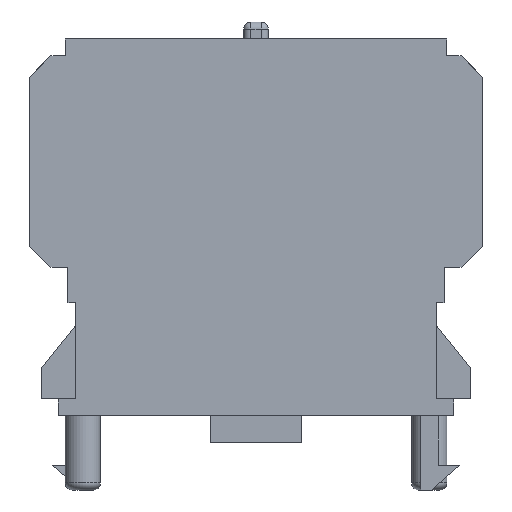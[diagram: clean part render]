
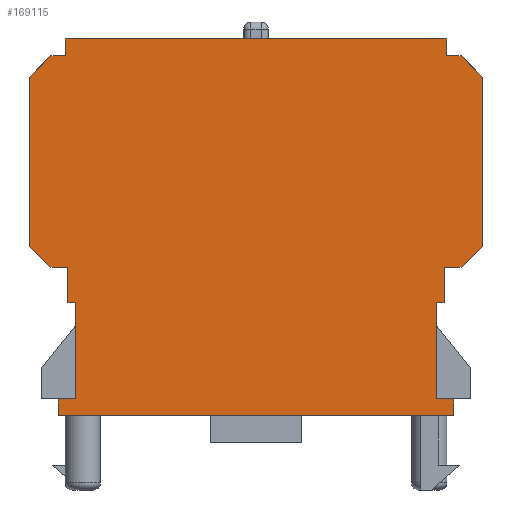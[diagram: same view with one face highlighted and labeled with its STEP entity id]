
A CAD part, left-side view. The second image highlights one B-rep face of the part: STEP entity #169115.
In plain terms, the highlighted planar face has unit normal (-1, 0, 0).
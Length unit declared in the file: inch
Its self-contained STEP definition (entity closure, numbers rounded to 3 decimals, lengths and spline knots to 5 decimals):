
#36095=CARTESIAN_POINT('',(-0.72343,-0.50197,-0.15945));
#36096=VERTEX_POINT('',#36095);
#36103=CARTESIAN_POINT('',(-0.72343,-0.55118,-0.15945));
#36104=VERTEX_POINT('',#36103);
#36105=CARTESIAN_POINT('',(-0.72343,-0.50197,-0.15945));
#36106=DIRECTION('',(0.0,-1.0,0.0));
#36107=VECTOR('',#36106,0.04921);
#36108=LINE('',#36105,#36107);
#36109=EDGE_CURVE('',#36096,#36104,#36108,.T.);
#36639=CARTESIAN_POINT('',(-0.72343,0.55118,-0.15945));
#36640=VERTEX_POINT('',#36639);
#36647=CARTESIAN_POINT('',(-0.72343,0.50197,-0.15945));
#36648=VERTEX_POINT('',#36647);
#36649=CARTESIAN_POINT('',(-0.72343,0.50197,-0.15945));
#36650=DIRECTION('',(0.0,1.0,0.0));
#36651=VECTOR('',#36650,0.04921);
#36652=LINE('',#36649,#36651);
#36653=EDGE_CURVE('',#36648,#36640,#36652,.T.);
#91283=CARTESIAN_POINT('',(-0.72343,-0.5315,0.84252));
#91284=VERTEX_POINT('',#91283);
#91285=CARTESIAN_POINT('',(-0.72343,0.5315,0.84252));
#91286=VERTEX_POINT('',#91285);
#91287=CARTESIAN_POINT('',(-0.72343,-0.5315,0.84252));
#91288=DIRECTION('',(0.0,1.0,0.0));
#91289=VECTOR('',#91288,1.06299);
#91290=LINE('',#91287,#91289);
#91291=EDGE_CURVE('',#91284,#91286,#91290,.T.);
#104634=CARTESIAN_POINT('',(-0.72343,0.5315,0.79528));
#104635=VERTEX_POINT('',#104634);
#104642=CARTESIAN_POINT('',(-0.72343,0.5315,0.84252));
#104643=DIRECTION('',(0.0,0.0,-1.0));
#104644=VECTOR('',#104643,0.04724);
#104645=LINE('',#104642,#104644);
#104646=EDGE_CURVE('',#91286,#104635,#104645,.T.);
#104657=CARTESIAN_POINT('',(-0.72343,-0.5315,0.79528));
#104658=VERTEX_POINT('',#104657);
#104659=CARTESIAN_POINT('',(-0.72343,-0.5315,0.84252));
#104660=DIRECTION('',(0.0,0.0,-1.0));
#104661=VECTOR('',#104660,0.04724);
#104662=LINE('',#104659,#104661);
#104663=EDGE_CURVE('',#91284,#104658,#104662,.T.);
#104787=CARTESIAN_POINT('',(-0.72343,-0.57087,0.79528));
#104788=VERTEX_POINT('',#104787);
#104789=CARTESIAN_POINT('',(-0.72343,-0.57087,0.79528));
#104790=DIRECTION('',(0.0,1.0,0.0));
#104791=VECTOR('',#104790,0.03937);
#104792=LINE('',#104789,#104791);
#104793=EDGE_CURVE('',#104788,#104658,#104792,.T.);
#104843=CARTESIAN_POINT('',(-0.72343,0.57087,0.79528));
#104844=VERTEX_POINT('',#104843);
#104851=CARTESIAN_POINT('',(-0.72343,0.5315,0.79528));
#104852=DIRECTION('',(0.0,1.0,0.0));
#104853=VECTOR('',#104852,0.03937);
#104854=LINE('',#104851,#104853);
#104855=EDGE_CURVE('',#104635,#104844,#104854,.T.);
#146224=CARTESIAN_POINT('',(-0.72343,0.52362,0.20669));
#146225=VERTEX_POINT('',#146224);
#146232=CARTESIAN_POINT('',(-0.72343,0.57087,0.20669));
#146233=VERTEX_POINT('',#146232);
#146234=CARTESIAN_POINT('',(-0.72343,0.57087,0.20669));
#146235=DIRECTION('',(0.0,-1.0,0.0));
#146236=VECTOR('',#146235,0.04724);
#146237=LINE('',#146234,#146236);
#146238=EDGE_CURVE('',#146233,#146225,#146237,.T.);
#146415=CARTESIAN_POINT('',(-0.72343,0.62992,0.73622));
#146416=VERTEX_POINT('',#146415);
#146417=CARTESIAN_POINT('',(-0.72343,0.62992,0.73622));
#146418=DIRECTION('',(0.0,-0.707,0.707));
#146419=VECTOR('',#146418,0.08352);
#146420=LINE('',#146417,#146419);
#146421=EDGE_CURVE('',#146416,#104844,#146420,.T.);
#146495=CARTESIAN_POINT('',(-0.72343,0.62992,0.26575));
#146496=VERTEX_POINT('',#146495);
#146503=CARTESIAN_POINT('',(-0.72343,0.62992,0.26575));
#146504=DIRECTION('',(0.0,0.0,1.0));
#146505=VECTOR('',#146504,0.47047);
#146506=LINE('',#146503,#146505);
#146507=EDGE_CURVE('',#146496,#146416,#146506,.T.);
#146517=CARTESIAN_POINT('',(-0.72343,0.57087,0.20669));
#146518=DIRECTION('',(0.0,0.707,0.707));
#146519=VECTOR('',#146518,0.08352);
#146520=LINE('',#146517,#146519);
#146521=EDGE_CURVE('',#146233,#146496,#146520,.T.);
#148009=CARTESIAN_POINT('',(-0.72343,-0.62992,0.73622));
#148010=VERTEX_POINT('',#148009);
#148011=CARTESIAN_POINT('',(-0.72343,-0.57087,0.79528));
#148012=DIRECTION('',(0.0,-0.707,-0.707));
#148013=VECTOR('',#148012,0.08352);
#148014=LINE('',#148011,#148013);
#148015=EDGE_CURVE('',#104788,#148010,#148014,.T.);
#148098=CARTESIAN_POINT('',(-0.72343,-0.62992,0.26575));
#148099=VERTEX_POINT('',#148098);
#148100=CARTESIAN_POINT('',(-0.72343,-0.62992,0.26575));
#148101=DIRECTION('',(0.0,0.0,1.0));
#148102=VECTOR('',#148101,0.47047);
#148103=LINE('',#148100,#148102);
#148104=EDGE_CURVE('',#148099,#148010,#148103,.T.);
#148130=CARTESIAN_POINT('',(-0.72343,-0.57087,0.20669));
#148131=VERTEX_POINT('',#148130);
#148132=CARTESIAN_POINT('',(-0.72343,-0.62992,0.26575));
#148133=DIRECTION('',(0.,0.707,-0.707));
#148134=VECTOR('',#148133,0.08352);
#148135=LINE('',#148132,#148134);
#148136=EDGE_CURVE('',#148099,#148131,#148135,.T.);
#148152=CARTESIAN_POINT('',(-0.72343,-0.52362,0.20669));
#148153=VERTEX_POINT('',#148152);
#148162=CARTESIAN_POINT('',(-0.72343,-0.52362,0.20669));
#148163=DIRECTION('',(0.0,-1.0,0.0));
#148164=VECTOR('',#148163,0.04724);
#148165=LINE('',#148162,#148164);
#148166=EDGE_CURVE('',#148153,#148131,#148165,.T.);
#161353=CARTESIAN_POINT('',(-0.72343,0.50197,0.10827));
#161354=VERTEX_POINT('',#161353);
#161361=CARTESIAN_POINT('',(-0.72343,0.52362,0.10827));
#161362=VERTEX_POINT('',#161361);
#161363=CARTESIAN_POINT('',(-0.72343,0.50197,0.10827));
#161364=DIRECTION('',(0.0,1.0,0.0));
#161365=VECTOR('',#161364,0.02165);
#161366=LINE('',#161363,#161365);
#161367=EDGE_CURVE('',#161354,#161362,#161366,.T.);
#161460=CARTESIAN_POINT('',(-0.72343,-0.55118,-0.20669));
#161461=VERTEX_POINT('',#161460);
#161468=CARTESIAN_POINT('',(-0.72343,0.55118,-0.20669));
#161469=VERTEX_POINT('',#161468);
#161470=CARTESIAN_POINT('',(-0.72343,0.55118,-0.20669));
#161471=DIRECTION('',(0.0,-1.0,0.0));
#161472=VECTOR('',#161471,1.10236);
#161473=LINE('',#161470,#161472);
#161474=EDGE_CURVE('',#161469,#161461,#161473,.T.);
#164363=CARTESIAN_POINT('',(-0.72343,0.52362,0.10827));
#164364=DIRECTION('',(0.0,0.0,1.0));
#164365=VECTOR('',#164364,0.09843);
#164366=LINE('',#164363,#164365);
#164367=EDGE_CURVE('',#161362,#146225,#164366,.T.);
#164528=CARTESIAN_POINT('',(-0.72343,0.55118,-0.20669));
#164529=DIRECTION('',(0.0,0.0,1.0));
#164530=VECTOR('',#164529,0.04724);
#164531=LINE('',#164528,#164530);
#164532=EDGE_CURVE('',#161469,#36640,#164531,.T.);
#164891=CARTESIAN_POINT('',(-0.72343,-0.52362,0.10827));
#164892=VERTEX_POINT('',#164891);
#164899=CARTESIAN_POINT('',(-0.72343,-0.50197,0.10827));
#164900=VERTEX_POINT('',#164899);
#164901=CARTESIAN_POINT('',(-0.72343,-0.50197,0.10827));
#164902=DIRECTION('',(0.0,-1.0,0.0));
#164903=VECTOR('',#164902,0.02165);
#164904=LINE('',#164901,#164903);
#164905=EDGE_CURVE('',#164900,#164892,#164904,.T.);
#166023=CARTESIAN_POINT('',(-0.72343,-0.55118,-0.20669));
#166024=DIRECTION('',(0.0,0.0,1.0));
#166025=VECTOR('',#166024,0.04724);
#166026=LINE('',#166023,#166025);
#166027=EDGE_CURVE('',#161461,#36104,#166026,.T.);
#166103=CARTESIAN_POINT('',(-0.72343,-0.50197,0.10827));
#166104=DIRECTION('',(0.0,0.0,-1.0));
#166105=VECTOR('',#166104,0.26772);
#166106=LINE('',#166103,#166105);
#166107=EDGE_CURVE('',#164900,#36096,#166106,.T.);
#167419=CARTESIAN_POINT('',(-0.72343,-0.52362,0.10827));
#167420=DIRECTION('',(0.0,0.0,1.0));
#167421=VECTOR('',#167420,0.09843);
#167422=LINE('',#167419,#167421);
#167423=EDGE_CURVE('',#164892,#148153,#167422,.T.);
#169079=CARTESIAN_POINT('',(-0.72343,-0.50197,0.0));
#169080=DIRECTION('',(-1.0,0.0,0.0));
#169081=DIRECTION('',(0.0,0.0,1.0));
#169082=AXIS2_PLACEMENT_3D('',#169079,#169080,#169081);
#169083=PLANE('',#169082);
#169084=ORIENTED_EDGE('',*,*,#164367,.F.);
#169085=ORIENTED_EDGE('',*,*,#161367,.F.);
#169086=CARTESIAN_POINT('',(-0.72343,0.50197,-0.15945));
#169087=DIRECTION('',(0.0,0.0,1.0));
#169088=VECTOR('',#169087,0.26772);
#169089=LINE('',#169086,#169088);
#169090=EDGE_CURVE('',#36648,#161354,#169089,.T.);
#169091=ORIENTED_EDGE('',*,*,#169090,.F.);
#169092=ORIENTED_EDGE('',*,*,#36653,.T.);
#169093=ORIENTED_EDGE('',*,*,#164532,.F.);
#169094=ORIENTED_EDGE('',*,*,#161474,.T.);
#169095=ORIENTED_EDGE('',*,*,#166027,.T.);
#169096=ORIENTED_EDGE('',*,*,#36109,.F.);
#169097=ORIENTED_EDGE('',*,*,#166107,.F.);
#169098=ORIENTED_EDGE('',*,*,#164905,.T.);
#169099=ORIENTED_EDGE('',*,*,#167423,.T.);
#169100=ORIENTED_EDGE('',*,*,#148166,.T.);
#169101=ORIENTED_EDGE('',*,*,#148136,.F.);
#169102=ORIENTED_EDGE('',*,*,#148104,.T.);
#169103=ORIENTED_EDGE('',*,*,#148015,.F.);
#169104=ORIENTED_EDGE('',*,*,#104793,.T.);
#169105=ORIENTED_EDGE('',*,*,#104663,.F.);
#169106=ORIENTED_EDGE('',*,*,#91291,.T.);
#169107=ORIENTED_EDGE('',*,*,#104646,.T.);
#169108=ORIENTED_EDGE('',*,*,#104855,.T.);
#169109=ORIENTED_EDGE('',*,*,#146421,.F.);
#169110=ORIENTED_EDGE('',*,*,#146507,.F.);
#169111=ORIENTED_EDGE('',*,*,#146521,.F.);
#169112=ORIENTED_EDGE('',*,*,#146238,.T.);
#169113=EDGE_LOOP('',(#169084,#169085,#169091,#169092,#169093,#169094,#169095,#169096,#169097,#169098,#169099,#169100,#169101,#169102,#169103,#169104,#169105,#169106,#169107,#169108,#169109,#169110,#169111,#169112));
#169114=FACE_OUTER_BOUND('',#169113,.T.);
#169115=ADVANCED_FACE('',(#169114),#169083,.T.);
